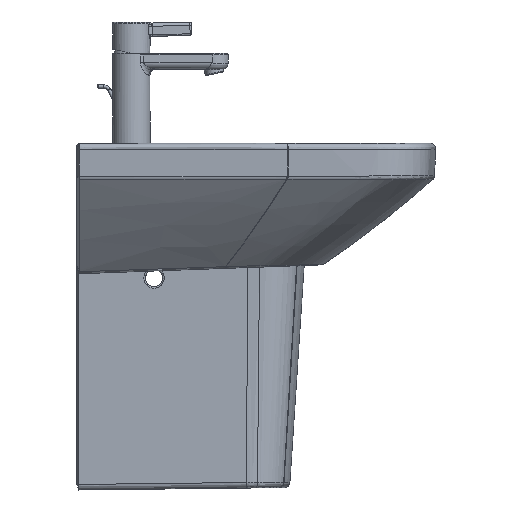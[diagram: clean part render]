
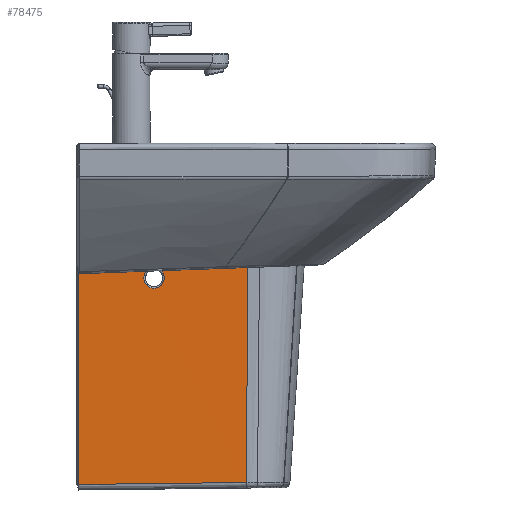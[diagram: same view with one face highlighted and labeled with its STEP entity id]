
A CAD part, front view. The second image highlights one B-rep face of the part: STEP entity #78475.
In plain terms, the highlighted free-form (B-spline) face has degree [5, 1] with [6, 2] control points.
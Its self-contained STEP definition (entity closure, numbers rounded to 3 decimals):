
#77344=CARTESIAN_POINT('',(-84.913,-3.089,-147.052));
#77345=VERTEX_POINT('',#77344);
#77361=CARTESIAN_POINT('',(-82.617,-209.134,-147.053));
#77362=VERTEX_POINT('',#77361);
#77363=CARTESIAN_POINT('',(-84.913,-3.089,-147.052));
#77364=CARTESIAN_POINT('',(-84.147,-71.771,-147.052));
#77365=CARTESIAN_POINT('',(-83.382,-140.452,-147.053));
#77366=CARTESIAN_POINT('',(-82.617,-209.134,-147.053));
#77367=B_SPLINE_CURVE_WITH_KNOTS('',3,(#77363,#77364,#77365,#77366),.UNSPECIFIED.,.F.,.U.,(4,4),(-20.606,0.0),.UNSPECIFIED.);
#77368=EDGE_CURVE('',#77345,#77362,#77367,.T.);
#78396=CARTESIAN_POINT('',(-75.245,-209.046,-425.745));
#78397=VERTEX_POINT('',#78396);
#78398=CARTESIAN_POINT('',(-75.245,-209.046,-425.745));
#78399=DIRECTION('',(-0.026,0.,1.));
#78400=VECTOR('',#78399,278.789);
#78401=LINE('',#78398,#78400);
#78402=EDGE_CURVE('',#78397,#77362,#78401,.T.);
#78418=CARTESIAN_POINT('',(-75.181,-209.045,-428.146));
#78419=CARTESIAN_POINT('',(-75.673,-167.836,-428.146));
#78420=CARTESIAN_POINT('',(-76.165,-126.628,-428.146));
#78421=CARTESIAN_POINT('',(-76.657,-85.419,-428.146));
#78422=CARTESIAN_POINT('',(-77.149,-44.211,-428.146));
#78423=CARTESIAN_POINT('',(-77.641,-3.002,-428.146));
#78424=CARTESIAN_POINT('',(-82.617,-209.134,-147.052));
#78425=CARTESIAN_POINT('',(-83.076,-167.925,-147.052));
#78426=CARTESIAN_POINT('',(-83.535,-126.716,-147.052));
#78427=CARTESIAN_POINT('',(-83.994,-85.507,-147.052));
#78428=CARTESIAN_POINT('',(-84.454,-44.298,-147.052));
#78429=CARTESIAN_POINT('',(-84.913,-3.089,-147.052));
#78430=B_SPLINE_SURFACE_WITH_KNOTS('',5,1,((#78418,#78424),(#78419,#78425),(#78420,#78426),(#78421,#78427),(#78422,#78428),(#78423,#78429)),.UNSPECIFIED.,.F.,.F.,.U.,(6,6),(2,2),(0.0,206.058),(6.856,288.047),.UNSPECIFIED.);
#78431=ORIENTED_EDGE('',*,*,#77368,.F.);
#78432=CARTESIAN_POINT('',(-77.641,-3.002,-428.146));
#78433=VERTEX_POINT('',#78432);
#78434=CARTESIAN_POINT('',(-77.641,-3.002,-428.146));
#78435=DIRECTION('',(-0.026,0.,1.));
#78436=VECTOR('',#78435,281.189);
#78437=LINE('',#78434,#78436);
#78438=EDGE_CURVE('',#77345,#78433,#78437,.F.);
#78439=ORIENTED_EDGE('',*,*,#78438,.T.);
#78440=CARTESIAN_POINT('',(-75.245,-209.046,-425.745));
#78441=CARTESIAN_POINT('',(-76.043,-140.364,-426.545));
#78442=CARTESIAN_POINT('',(-76.842,-71.683,-427.346));
#78443=CARTESIAN_POINT('',(-77.641,-3.002,-428.146));
#78444=B_SPLINE_CURVE_WITH_KNOTS('',3,(#78440,#78441,#78442,#78443),.UNSPECIFIED.,.F.,.U.,(4,4),(-103.036,103.036),.UNSPECIFIED.);
#78445=EDGE_CURVE('',#78433,#78397,#78444,.F.);
#78446=ORIENTED_EDGE('',*,*,#78445,.T.);
#78447=ORIENTED_EDGE('',*,*,#78402,.T.);
#78448=EDGE_LOOP('',(#78431,#78439,#78446,#78447));
#78449=FACE_OUTER_BOUND('',#78448,.T.);
#78450=CARTESIAN_POINT('',(-83.187,-106.108,-169.125));
#78451=VERTEX_POINT('',#78450);
#78452=CARTESIAN_POINT('',(-83.188,-106.11,-169.123));
#78453=CARTESIAN_POINT('',(-83.24,-105.227,-167.484));
#78454=CARTESIAN_POINT('',(-83.344,-102.696,-164.585));
#78455=CARTESIAN_POINT('',(-83.463,-97.394,-162.328));
#78456=CARTESIAN_POINT('',(-83.52,-91.645,-162.595));
#78457=CARTESIAN_POINT('',(-83.505,-86.577,-165.333));
#78458=CARTESIAN_POINT('',(-83.421,-83.207,-169.998));
#78459=CARTESIAN_POINT('',(-83.27,-82.071,-176.279));
#78460=CARTESIAN_POINT('',(-83.122,-83.831,-181.181));
#78461=CARTESIAN_POINT('',(-83.021,-86.294,-183.988));
#78462=CARTESIAN_POINT('',(-82.926,-89.158,-186.426));
#78463=CARTESIAN_POINT('',(-82.839,-93.482,-187.892));
#78464=CARTESIAN_POINT('',(-82.793,-99.118,-187.201));
#78465=CARTESIAN_POINT('',(-82.806,-103.625,-184.779));
#78466=CARTESIAN_POINT('',(-82.89,-107.001,-180.107));
#78467=CARTESIAN_POINT('',(-83.026,-108.015,-174.468));
#78468=CARTESIAN_POINT('',(-83.135,-106.993,-170.763));
#78469=CARTESIAN_POINT('',(-83.188,-106.11,-169.123));
#78470=B_SPLINE_CURVE_WITH_KNOTS('',3,(#78452,#78453,#78454,#78455,#78456,#78457,#78458,#78459,#78460,#78461,#78462,#78463,#78464,#78465,#78466,#78467,#78468,#78469),.UNSPECIFIED.,.T.,.U.,(4,1,1,1,1,1,1,1,1,1,1,1,1,1,1,4),(-3.97,-3.412,-2.854,-2.295,-1.737,-1.179,-0.621,0.123,0.309,0.495,1.239,1.611,2.17,2.728,3.286,3.844),.UNSPECIFIED.);
#78471=EDGE_CURVE('',#78451,#78451,#78470,.T.);
#78472=ORIENTED_EDGE('',*,*,#78471,.F.);
#78473=EDGE_LOOP('',(#78472));
#78474=FACE_BOUND('',#78473,.T.);
#78475=ADVANCED_FACE('',(#78449,#78474),#78430,.F.);
